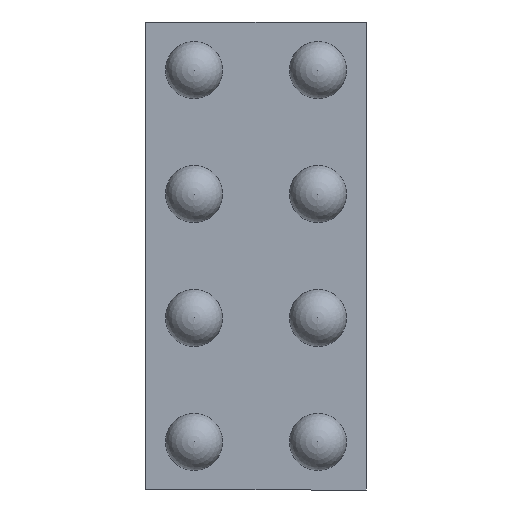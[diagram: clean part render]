
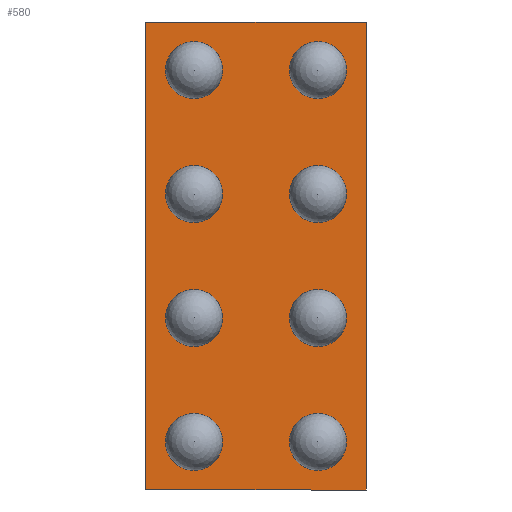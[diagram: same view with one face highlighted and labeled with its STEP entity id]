
A CAD part, front view. The second image highlights one B-rep face of the part: STEP entity #580.
In plain terms, the highlighted planar face has unit normal (0, -1, 0).
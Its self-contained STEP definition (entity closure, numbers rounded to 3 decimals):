
#85 = EDGE_CURVE ( 'NONE', #781, #306, #643, .T. ) ;
#108 = EDGE_CURVE ( 'NONE', #196, #214, #779, .T. ) ;
#143 = PLANE ( 'NONE',  #460 ) ;
#193 = CARTESIAN_POINT ( 'NONE',  ( -0.444, 0.17, 0.944 ) ) ;
#196 = VERTEX_POINT ( 'NONE', #397 ) ;
#200 = CARTESIAN_POINT ( 'NONE',  ( -0.444, 0.17, -0.944 ) ) ;
#214 = VERTEX_POINT ( 'NONE', #193 ) ;
#220 = VECTOR ( 'NONE', #863, 1000. ) ;
#259 = ORIENTED_EDGE ( 'NONE', *, *, #108, .F. ) ;
#266 = CARTESIAN_POINT ( 'NONE',  ( 0.444, 0.17, -0.944 ) ) ;
#278 = DIRECTION ( 'NONE',  ( 1., 0., 0. ) ) ;
#301 = CARTESIAN_POINT ( 'NONE',  ( 0.444, 0.17, 0.944 ) ) ;
#306 = VERTEX_POINT ( 'NONE', #266 ) ;
#307 = DIRECTION ( 'NONE',  ( 0., 0., -1. ) ) ;
#322 = CARTESIAN_POINT ( 'NONE',  ( -0.444, 0.17, 0.944 ) ) ;
#339 = EDGE_CURVE ( 'NONE', #306, #196, #701, .T. ) ;
#351 = CARTESIAN_POINT ( 'NONE',  ( 0., 0.17, 0. ) ) ;
#358 = ORIENTED_EDGE ( 'NONE', *, *, #857, .F. ) ;
#371 = DIRECTION ( 'NONE',  ( 0., -1., 0. ) ) ;
#397 = CARTESIAN_POINT ( 'NONE',  ( -0.444, 0.17, -0.944 ) ) ;
#423 = FACE_OUTER_BOUND ( 'NONE', #684, .T. ) ;
#424 = VECTOR ( 'NONE', #307, 1000. ) ;
#431 = DIRECTION ( 'NONE',  ( 0., 0., -1. ) ) ;
#460 = AXIS2_PLACEMENT_3D ( 'NONE', #351, #371, #431 ) ;
#466 = ORIENTED_EDGE ( 'NONE', *, *, #85, .F. ) ;
#497 = VECTOR ( 'NONE', #585, 1000. ) ;
#580 = ADVANCED_FACE ( 'NONE', ( #423 ), #143, .T. ) ;
#585 = DIRECTION ( 'NONE',  ( 0., 0., 1. ) ) ;
#643 = LINE ( 'NONE', #778, #424 ) ;
#668 = CARTESIAN_POINT ( 'NONE',  ( -0.444, 0.17, 0.944 ) ) ;
#684 = EDGE_LOOP ( 'NONE', ( #466, #358, #259, #714 ) ) ;
#701 = LINE ( 'NONE', #200, #220 ) ;
#710 = LINE ( 'NONE', #668, #751 ) ;
#714 = ORIENTED_EDGE ( 'NONE', *, *, #339, .F. ) ;
#751 = VECTOR ( 'NONE', #278, 1000. ) ;
#778 = CARTESIAN_POINT ( 'NONE',  ( 0.444, 0.17, 0.944 ) ) ;
#779 = LINE ( 'NONE', #322, #497 ) ;
#781 = VERTEX_POINT ( 'NONE', #301 ) ;
#857 = EDGE_CURVE ( 'NONE', #214, #781, #710, .T. ) ;
#863 = DIRECTION ( 'NONE',  ( -1., 0., 0. ) ) ;
